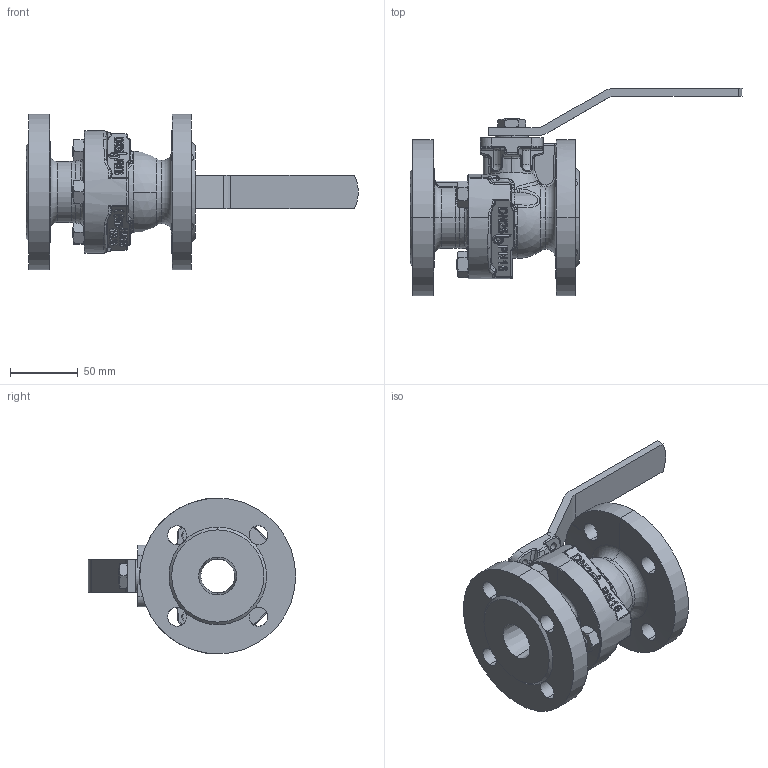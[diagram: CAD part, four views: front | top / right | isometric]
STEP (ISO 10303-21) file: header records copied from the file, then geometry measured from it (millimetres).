
FILE_DESCRIPTION (( 'STEP AP203' ), '1' );
FILE_NAME ('B2.DN025.STEP', '2011-03-07T07:44:23', ( ' ' ), ( '' ), 'SwSTEP 2.0', 'SolidWorks 2009', '' );
FILE_SCHEMA (( 'CONFIG_CONTROL_DESIGN' ));
Length unit declared in the file: millimetre
Products named in the file (1): B2.DN025
Bounding box: 244.89 x 153 x 115 mm (x, y, z)
Volume: 600912.9 mm3; surface area: 107880.7 mm2
Topology: 1 solids, 4 shells, 1058 faces, 2696 edges, 1654 vertices
Faces by surface type: bspline 382, plane 293, cylinder 186, cone 122, torus 55, sphere 20
Entity records: 58371 total; most frequent: CARTESIAN_POINT 36290, ORIENTED_EDGE 5344, DIRECTION 3505, EDGE_CURVE 2672, VERTEX_POINT 1654, AXIS2_PLACEMENT_3D 1361, EDGE_LOOP 1124, B_SPLINE_CURVE_WITH_KNOTS 1091
